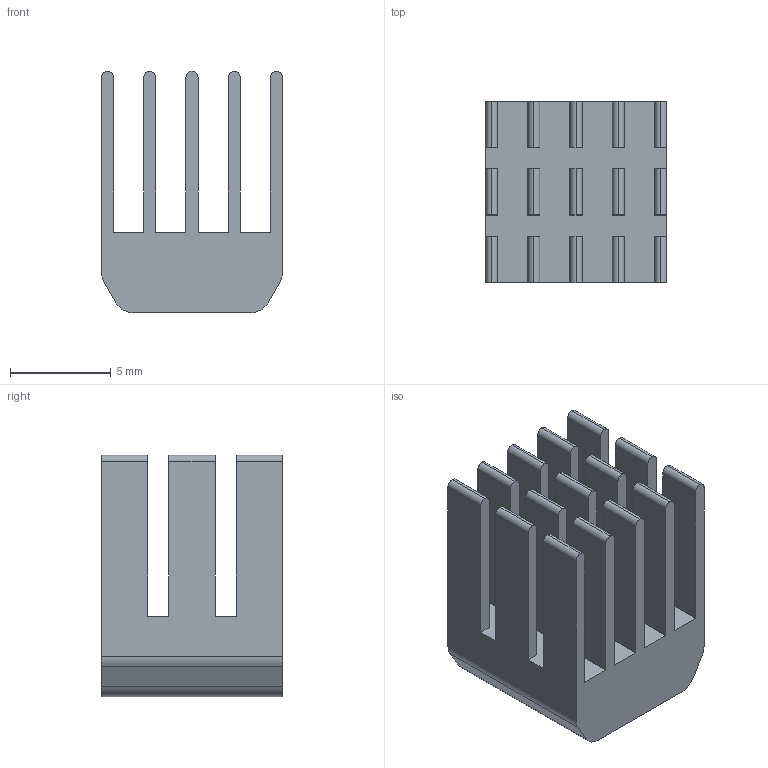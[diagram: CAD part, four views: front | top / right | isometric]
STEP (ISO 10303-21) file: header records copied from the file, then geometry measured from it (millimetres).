
FILE_DESCRIPTION (( 'STEP AP214' ), '1' );
FILE_NAME ('DF558488-1251-4FFF-A264-520F66334BB3.STEP', '2023-03-04T14:50:41', ( '' ), ( '' ), 'SwSTEP 2.0', 'SolidWorks 2022', '' );
FILE_SCHEMA (( 'AUTOMOTIVE_DESIGN' ));
Length unit declared in the file: millimetre
Products named in the file (1): DF558488-1251-4FFF-A264-520F66334BB3
Bounding box: 9 x 9 x 12 mm (x, y, z)
Volume: 471.6 mm3; surface area: 972.9 mm2
Topology: 1 solids, 1 shells, 86 faces, 243 edges, 162 vertices
Faces by surface type: plane 52, cylinder 34
Entity records: 2829 total; most frequent: CARTESIAN_POINT 492, ORIENTED_EDGE 486, DIRECTION 485, EDGE_CURVE 243, LINE 175, VECTOR 175, VERTEX_POINT 162, AXIS2_PLACEMENT_3D 155
